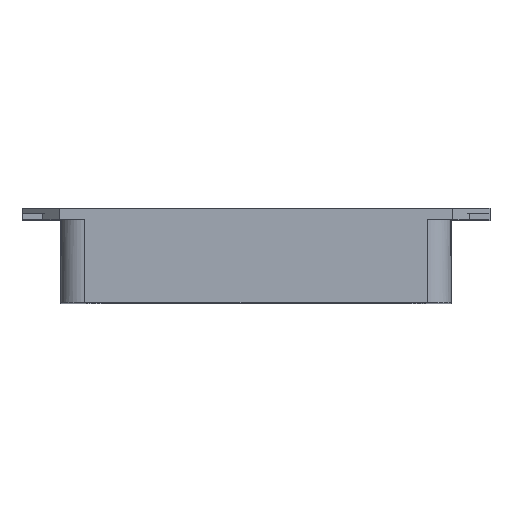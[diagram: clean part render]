
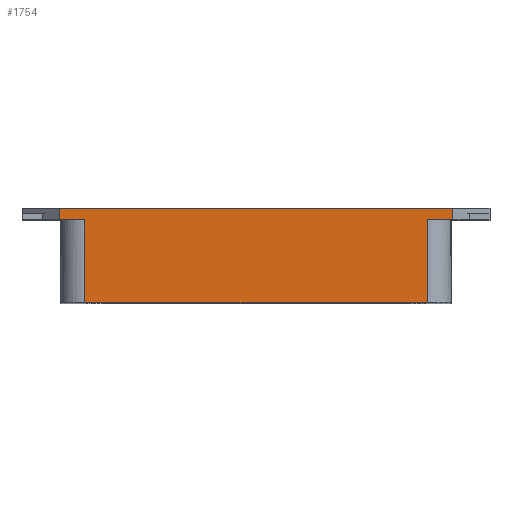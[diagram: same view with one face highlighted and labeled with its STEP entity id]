
A CAD part, top view. The second image highlights one B-rep face of the part: STEP entity #1754.
In plain terms, the highlighted planar face has unit normal (0, 0, 1).
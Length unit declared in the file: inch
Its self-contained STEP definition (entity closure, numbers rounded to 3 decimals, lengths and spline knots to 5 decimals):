
#188=FACE_OUTER_BOUND('',#276,.T.);
#276=EDGE_LOOP('',(#1543,#1544,#1545,#1546,#1547,#1548,#1549,#1550));
#394=LINE('',#2644,#592);
#398=LINE('',#2654,#596);
#415=LINE('',#2695,#613);
#427=LINE('',#2726,#625);
#479=LINE('',#2880,#677);
#481=LINE('',#2884,#679);
#482=LINE('',#2886,#680);
#483=LINE('',#2887,#681);
#592=VECTOR('',#2115,0.3937);
#596=VECTOR('',#2123,0.3937);
#613=VECTOR('',#2162,0.3937);
#625=VECTOR('',#2194,0.3937);
#677=VECTOR('',#2364,0.3937);
#679=VECTOR('',#2370,0.3937);
#680=VECTOR('',#2371,0.3937);
#681=VECTOR('',#2372,0.3937);
#785=VERTEX_POINT('',#2641);
#786=VERTEX_POINT('',#2643);
#789=VERTEX_POINT('',#2651);
#790=VERTEX_POINT('',#2653);
#811=VERTEX_POINT('',#2723);
#812=VERTEX_POINT('',#2725);
#855=VERTEX_POINT('',#2878);
#856=VERTEX_POINT('',#2885);
#981=EDGE_CURVE('',#785,#786,#394,.T.);
#986=EDGE_CURVE('',#789,#790,#398,.T.);
#1008=EDGE_CURVE('',#790,#785,#415,.T.);
#1024=EDGE_CURVE('',#811,#812,#427,.T.);
#1103=EDGE_CURVE('',#855,#811,#479,.T.);
#1105=EDGE_CURVE('',#786,#855,#481,.T.);
#1106=EDGE_CURVE('',#856,#789,#482,.T.);
#1107=EDGE_CURVE('',#856,#812,#483,.T.);
#1543=ORIENTED_EDGE('',*,*,#1103,.F.);
#1544=ORIENTED_EDGE('',*,*,#1105,.F.);
#1545=ORIENTED_EDGE('',*,*,#981,.F.);
#1546=ORIENTED_EDGE('',*,*,#1008,.F.);
#1547=ORIENTED_EDGE('',*,*,#986,.F.);
#1548=ORIENTED_EDGE('',*,*,#1106,.F.);
#1549=ORIENTED_EDGE('',*,*,#1107,.T.);
#1550=ORIENTED_EDGE('',*,*,#1024,.F.);
#1675=PLANE('',#1906);
#1754=ADVANCED_FACE('',(#188),#1675,.T.);
#1906=AXIS2_PLACEMENT_3D('',#2883,#2368,#2369);
#2115=DIRECTION('',(0.,-1.,0.));
#2123=DIRECTION('',(0.,-1.,0.));
#2162=DIRECTION('',(-1.,0.,0.));
#2194=DIRECTION('',(-1.,0.,0.));
#2364=DIRECTION('',(0.,1.,0.));
#2368=DIRECTION('center_axis',(0.,0.,1.));
#2369=DIRECTION('ref_axis',(-1.,0.,0.));
#2370=DIRECTION('',(-1.,0.,0.));
#2371=DIRECTION('',(1.,0.,0.));
#2372=DIRECTION('',(0.,-1.,0.));
#2641=CARTESIAN_POINT('',(2.823,-0.082,4.5401));
#2643=CARTESIAN_POINT('',(2.823,-0.671,4.5401));
#2644=CARTESIAN_POINT('',(2.823,0.,4.5401));
#2651=CARTESIAN_POINT('',(3.00351,0.,4.5401));
#2653=CARTESIAN_POINT('',(3.00351,-0.082,4.5401));
#2654=CARTESIAN_POINT('',(3.00351,0.,4.5401));
#2695=CARTESIAN_POINT('',(-0.04725,-0.082,4.5401));
#2723=CARTESIAN_POINT('',(0.39775,-0.082,4.5401));
#2725=CARTESIAN_POINT('',(0.21822,-0.082,4.5401));
#2726=CARTESIAN_POINT('',(-0.04725,-0.082,4.5401));
#2878=CARTESIAN_POINT('',(0.39775,-0.671,4.5401));
#2880=CARTESIAN_POINT('',(0.39775,0.,4.5401));
#2883=CARTESIAN_POINT('Origin',(2.993,0.,4.5401));
#2884=CARTESIAN_POINT('',(0.22775,-0.671,4.5401));
#2885=CARTESIAN_POINT('',(0.21822,0.,4.5401));
#2886=CARTESIAN_POINT('',(-0.04725,0.,4.5401));
#2887=CARTESIAN_POINT('',(0.21822,0.,4.5401));
